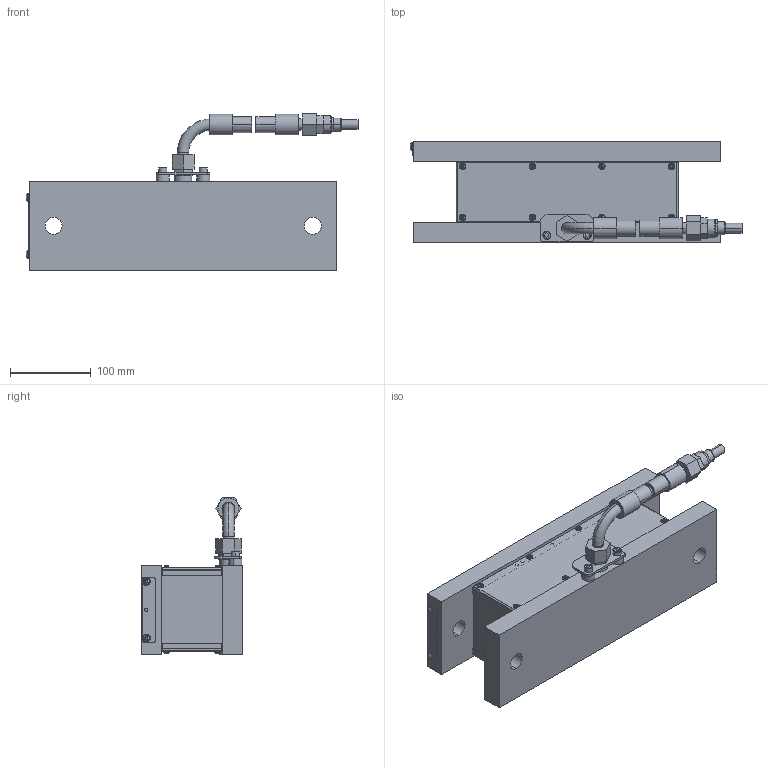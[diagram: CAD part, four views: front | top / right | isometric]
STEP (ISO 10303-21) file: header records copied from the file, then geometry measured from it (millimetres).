
FILE_DESCRIPTION (( 'STEP AP203' ), '1' );
FILE_NAME ('31101667_stp_-.step', '2020-02-17T16:41:05', ( '' ), ( '' ), 'SwSTEP 2.0', 'SolidWorks 2018', '' );
FILE_SCHEMA (( 'CONFIG_CONTROL_DESIGN' ));
Length unit declared in the file: millimetre
Products named in the file (15): Hydraulikschlauch_01; Ls-Schr eco-fix BN10649_M3x8; 31101582_stp_01; 31101667_stp_-; 31101616_01; Kabelverschraubung_M16x1-5_kurz_ohne Huelse_01; 31101669_01; 31101615_01; 31101670_01; Zyl-Schr DIN912_M6x20; 31101497_01; Ls-Schr eco-fix BN10649_M4x8; 31101668_01; Steuerkabel_12x20; 31101498_01
Assembly tree (37 placements, depth 2):
  31101667_stp_-
    31101582_stp_01
    31101668_01  x2
    31101616_01  x2
    31101669_01  x2
    31101670_01  x2
    31101497_01
    31101498_01  x2
    31101615_01
    Hydraulikschlauch_01
    Kabelverschraubung_M16x1-5_kurz_ohne Huelse_01  x2
    Ls-Schr eco-fix BN10649_M3x8  x16
    Ls-Schr eco-fix BN10649_M4x8  x2
    Zyl-Schr DIN912_M6x20  x2
    Steuerkabel_12x20
Bounding box: 410 x 125 x 193.5 mm (x, y, z)
Volume: 4195475.9 mm3; surface area: 480667.4 mm2
Topology: 46 solids, 46 shells, 1359 faces, 3320 edges, 2107 vertices
Faces by surface type: cylinder 814, plane 353, cone 100, torus 90, bspline 2
Entity records: 18667 total; most frequent: DIRECTION 3138, CARTESIAN_POINT 2774, ORIENTED_EDGE 2620, EDGE_CURVE 1310, AXIS2_PLACEMENT_3D 1229, VERTEX_POINT 835, EDGE_LOOP 693, LINE 680
